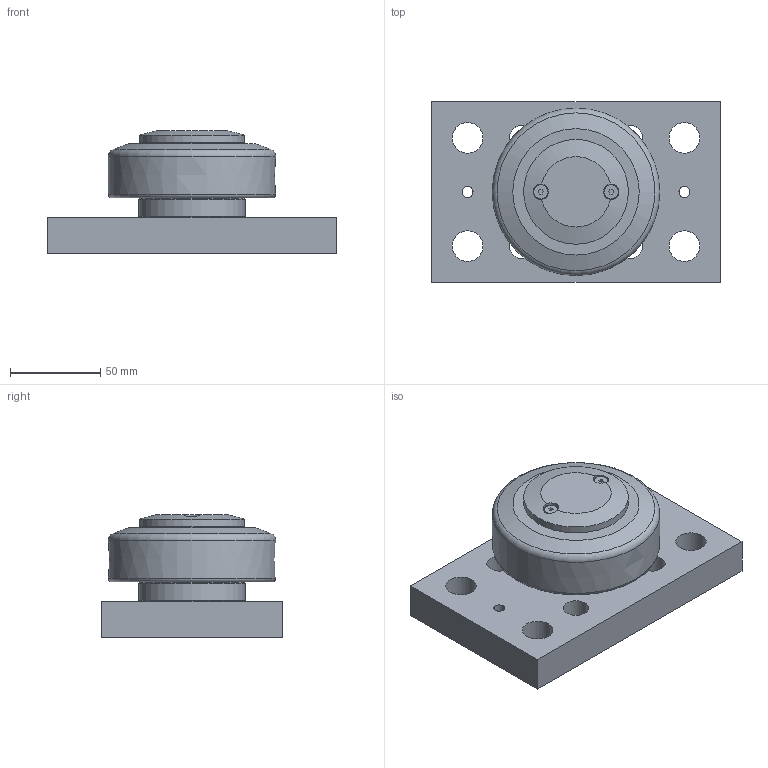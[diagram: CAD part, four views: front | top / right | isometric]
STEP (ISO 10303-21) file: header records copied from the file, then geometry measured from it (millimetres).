
FILE_DESCRIPTION(/* description */ ('-','CAx-IF Rec.Pracs.---Representation and Presentation of Product Manufacturing Information (PMI)---4.0---2014-10-13'),/* implementation_level */ '2;1');
FILE_NAME(/* name */ '58c9291f-326c-4daa-a9e5-88d12b9d2ba4.stp',/* time_stamp */ '2020-04-01T16:17:56+02:00',/* author */ ('-'),/* organization */ ('NTI CADcenter A/S'),/* preprocessor_version */ 'ST-DEVELOPER v18',/* originating_system */ 'Autodesk Inventor 2020',/* authorisation */ '-');
FILE_SCHEMA (('AP242_MANAGED_MODEL_BASED_3D_ENGINEERING_MIM_LF { 1 0 10303 442 1 1 4 }'));
Length unit declared in the file: millimetre
Products named in the file (1): PT 090.0362 BR1100_Kontur
Bounding box: 160 x 100 x 68 mm (x, y, z)
Volume: 521812 mm3; surface area: 67661.5 mm2
Topology: 1 solids, 1 shells, 56 faces, 149 edges, 103 vertices
Faces by surface type: plane 28, cylinder 18, cone 7, torus 2, bspline 1
Full cylindrical faces by diameter (mm): 6 x2, 7.8 x2, 8.6 x2, 13.835 x4, 17 x4, 55.3 x1, 55.5 x1, 58 x1, 59 x1
Entity records: 1928 total; most frequent: CARTESIAN_POINT 375, DIRECTION 329, ORIENTED_EDGE 298, EDGE_CURVE 149, AXIS2_PLACEMENT_3D 128, VERTEX_POINT 103, EDGE_LOOP 84, LINE 73
